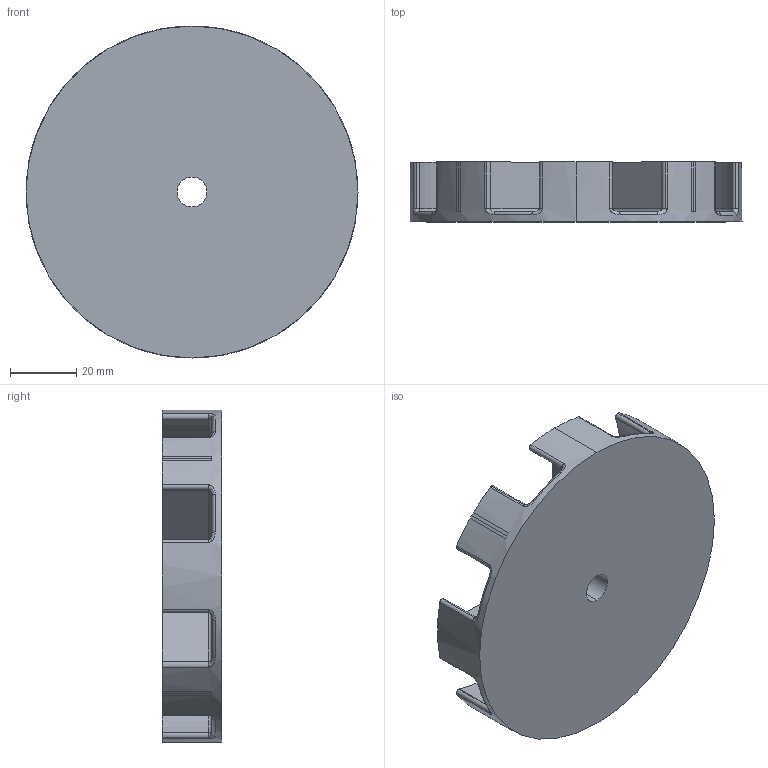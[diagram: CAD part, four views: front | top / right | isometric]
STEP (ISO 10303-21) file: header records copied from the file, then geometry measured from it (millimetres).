
FILE_DESCRIPTION (( 'STEP AP214' ), '1' );
FILE_NAME ('hongwaichuangan.STEP', '2018-04-14T09:17:46', ( '' ), ( '' ), 'SwSTEP 2.0', 'SolidWorks 2016', '' );
FILE_SCHEMA (( 'AUTOMOTIVE_DESIGN' ));
Length unit declared in the file: millimetre
Products named in the file (1): hongwaichuangan
Bounding box: 100 x 18 x 100 mm (x, y, z)
Volume: 46285.5 mm3; surface area: 30804.4 mm2
Topology: 1 solids, 1 shells, 224 faces, 574 edges, 344 vertices
Faces by surface type: cylinder 104, torus 50, plane 34, sphere 20, bspline 16
Entity records: 7978 total; most frequent: CARTESIAN_POINT 2487, DIRECTION 1274, ORIENTED_EDGE 1116, EDGE_CURVE 558, AXIS2_PLACEMENT_3D 547, CIRCLE 338, VERTEX_POINT 336, EDGE_LOOP 226
